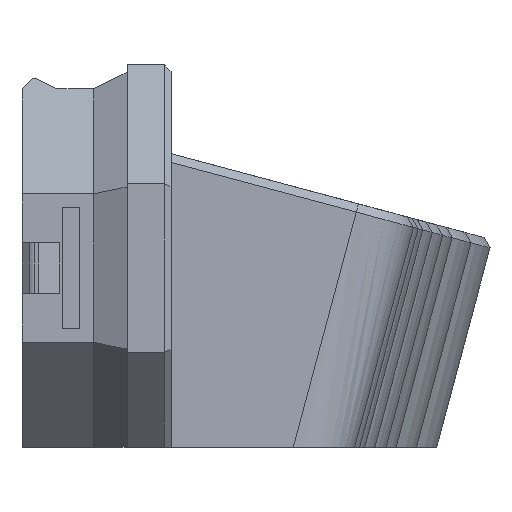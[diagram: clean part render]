
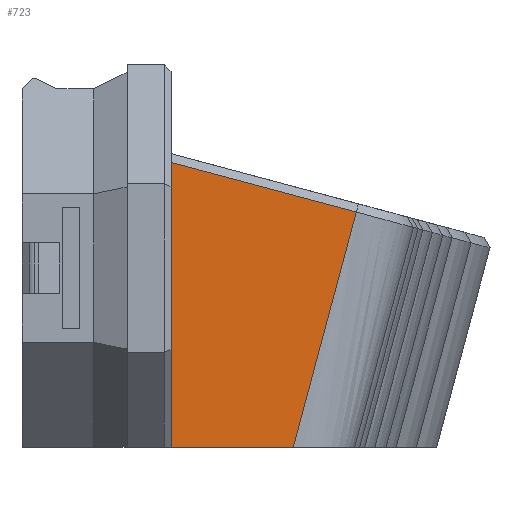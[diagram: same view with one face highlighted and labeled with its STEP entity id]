
A CAD part, left-side view. The second image highlights one B-rep face of the part: STEP entity #723.
In plain terms, the highlighted free-form (B-spline) face has degree [1, 1] with [2, 2] control points.
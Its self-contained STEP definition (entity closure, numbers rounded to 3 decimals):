
#506 = VERTEX_POINT('',#507);
#507 = CARTESIAN_POINT('',(-3.301,-19.184,
    61.328));
#512 = EDGE_CURVE('',#506,#513,#515,.T.);
#513 = VERTEX_POINT('',#514);
#514 = CARTESIAN_POINT('',(-3.301,-28.932,
    58.716));
#515 = B_SPLINE_CURVE_WITH_KNOTS('',1,(#516,#517),.UNSPECIFIED.,.F.,.F.,
  (2,2),(-11.284,0.026),.PIECEWISE_BEZIER_KNOTS.);
#516 = CARTESIAN_POINT('',(-3.301,-19.184,
    61.328));
#517 = CARTESIAN_POINT('',(-3.301,-28.932,
    58.716));
#703 = EDGE_CURVE('',#513,#704,#706,.T.);
#704 = VERTEX_POINT('',#705);
#705 = CARTESIAN_POINT('',(-3.301,-25.614,
    46.332));
#706 = B_SPLINE_CURVE_WITH_KNOTS('',1,(#707,#708),.UNSPECIFIED.,.F.,.F.,
  (2,2),(-5.343,9.025),.PIECEWISE_BEZIER_KNOTS.);
#707 = CARTESIAN_POINT('',(-3.301,-28.932,
    58.716));
#708 = CARTESIAN_POINT('',(-3.301,-25.614,
    46.332));
#723 = ADVANCED_FACE('',(#724),#740,.F.);
#724 = FACE_BOUND('',#725,.T.);
#725 = EDGE_LOOP('',(#726,#727,#734,#739));
#726 = ORIENTED_EDGE('',*,*,#512,.F.);
#727 = ORIENTED_EDGE('',*,*,#728,.F.);
#728 = EDGE_CURVE('',#729,#506,#731,.T.);
#729 = VERTEX_POINT('',#730);
#730 = CARTESIAN_POINT('',(-3.301,-19.184,
    46.332));
#731 = B_SPLINE_CURVE_WITH_KNOTS('',1,(#732,#733),.UNSPECIFIED.,.F.,.F.,
  (2,2),(-4.331,12.475),.PIECEWISE_BEZIER_KNOTS.);
#732 = CARTESIAN_POINT('',(-3.301,-19.184,
    46.332));
#733 = CARTESIAN_POINT('',(-3.301,-19.184,
    61.328));
#734 = ORIENTED_EDGE('',*,*,#735,.F.);
#735 = EDGE_CURVE('',#704,#729,#736,.T.);
#736 = B_SPLINE_CURVE_WITH_KNOTS('',1,(#737,#738),.UNSPECIFIED.,.F.,.F.,
  (2,2),(1.044,8.25),.PIECEWISE_BEZIER_KNOTS.);
#737 = CARTESIAN_POINT('',(-3.301,-25.614,
    46.332));
#738 = CARTESIAN_POINT('',(-3.301,-19.184,
    46.332));
#739 = ORIENTED_EDGE('',*,*,#703,.F.);
#740 = B_SPLINE_SURFACE_WITH_KNOTS('',1,1,(
    (#741,#742)
    ,(#743,#744
    )),.UNSPECIFIED.,.F.,.F.,.F.,(2,2),(2,2),(-8.144,
    8.662),(-1.425,9.5),.PIECEWISE_BEZIER_KNOTS.);
#741 = CARTESIAN_POINT('',(-3.301,-28.932,
    61.328));
#742 = CARTESIAN_POINT('',(-3.301,-19.184,
    61.328));
#743 = CARTESIAN_POINT('',(-3.301,-28.932,
    46.332));
#744 = CARTESIAN_POINT('',(-3.301,-19.184,
    46.332));
